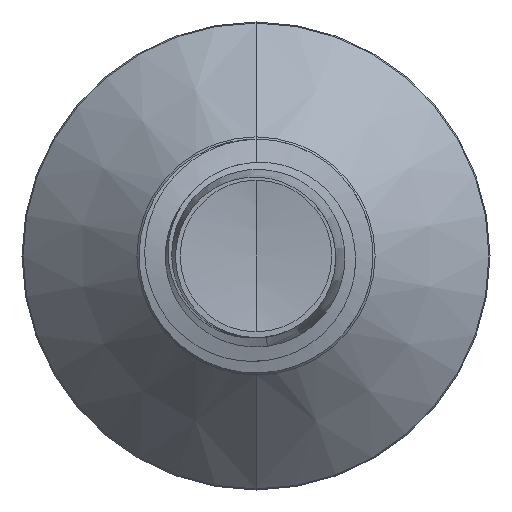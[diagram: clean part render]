
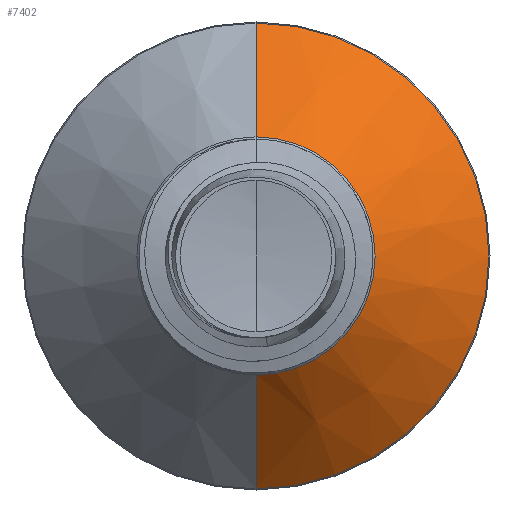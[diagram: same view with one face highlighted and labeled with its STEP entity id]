
A CAD part, front view. The second image highlights one B-rep face of the part: STEP entity #7402.
In plain terms, the highlighted conical face has half-angle 45 degrees and reference radius 1.782 mm.
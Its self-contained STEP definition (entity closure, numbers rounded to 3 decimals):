
#67 = DIRECTION ( 'NONE',  ( 0., 1., 0. ) ) ;
#699 = LINE ( 'NONE', #7360, #10011 ) ;
#767 = CARTESIAN_POINT ( 'NONE',  ( 0., 2.132, 0. ) ) ;
#1204 = LINE ( 'NONE', #7282, #6766 ) ;
#1336 = EDGE_CURVE ( 'NONE', #4400, #3928, #5250, .T. ) ;
#1818 = AXIS2_PLACEMENT_3D ( 'NONE', #6044, #67, #6878 ) ;
#1875 = DIRECTION ( 'NONE',  ( 0., 0., 1. ) ) ;
#2313 = EDGE_CURVE ( 'NONE', #3928, #9936, #699, .T. ) ;
#2860 = ORIENTED_EDGE ( 'NONE', *, *, #2313, .T. ) ;
#3928 = VERTEX_POINT ( 'NONE', #7596 ) ;
#4267 = DIRECTION ( 'NONE',  ( 0., 0., 1. ) ) ;
#4400 = VERTEX_POINT ( 'NONE', #7821 ) ;
#4677 = AXIS2_PLACEMENT_3D ( 'NONE', #5115, #5955, #4267 ) ;
#4709 = DIRECTION ( 'NONE',  ( 0., 0.707, 0.707 ) ) ;
#4902 = VERTEX_POINT ( 'NONE', #9062 ) ;
#5115 = CARTESIAN_POINT ( 'NONE',  ( 0., 2.132, 0. ) ) ;
#5250 = CIRCLE ( 'NONE', #5351, 1.782 ) ;
#5351 = AXIS2_PLACEMENT_3D ( 'NONE', #767, #7363, #1875 ) ;
#5623 = EDGE_CURVE ( 'NONE', #4902, #9936, #8733, .T. ) ;
#5955 = DIRECTION ( 'NONE',  ( 0., 1., 0. ) ) ;
#6044 = CARTESIAN_POINT ( 'NONE',  ( 0., 3.835, 0. ) ) ;
#6766 = VECTOR ( 'NONE', #4709, 1000. ) ;
#6878 = DIRECTION ( 'NONE',  ( 0., 0., 1. ) ) ;
#6949 = EDGE_CURVE ( 'NONE', #4400, #4902, #1204, .T. ) ;
#7282 = CARTESIAN_POINT ( 'NONE',  ( 0., 2.132, 1.782 ) ) ;
#7294 = ORIENTED_EDGE ( 'NONE', *, *, #6949, .F. ) ;
#7360 = CARTESIAN_POINT ( 'NONE',  ( 0., 2.132, -1.782 ) ) ;
#7363 = DIRECTION ( 'NONE',  ( 0., 1., 0. ) ) ;
#7402 = ADVANCED_FACE ( 'NONE', ( #9838 ), #11602, .T. ) ;
#7567 = ORIENTED_EDGE ( 'NONE', *, *, #1336, .T. ) ;
#7596 = CARTESIAN_POINT ( 'NONE',  ( 0., 2.132, -1.782 ) ) ;
#7821 = CARTESIAN_POINT ( 'NONE',  ( 0., 2.132, 1.782 ) ) ;
#8330 = EDGE_LOOP ( 'NONE', ( #7567, #2860, #11983, #7294 ) ) ;
#8733 = CIRCLE ( 'NONE', #1818, 3.485 ) ;
#9062 = CARTESIAN_POINT ( 'NONE',  ( 0., 3.835, 3.485 ) ) ;
#9721 = CARTESIAN_POINT ( 'NONE',  ( 0., 3.835, -3.485 ) ) ;
#9838 = FACE_OUTER_BOUND ( 'NONE', #8330, .T. ) ;
#9936 = VERTEX_POINT ( 'NONE', #9721 ) ;
#10011 = VECTOR ( 'NONE', #10874, 1000. ) ;
#10874 = DIRECTION ( 'NONE',  ( 0., 0.707, -0.707 ) ) ;
#11602 = CONICAL_SURFACE ( 'NONE', #4677, 1.782, 0.785 ) ;
#11983 = ORIENTED_EDGE ( 'NONE', *, *, #5623, .F. ) ;
